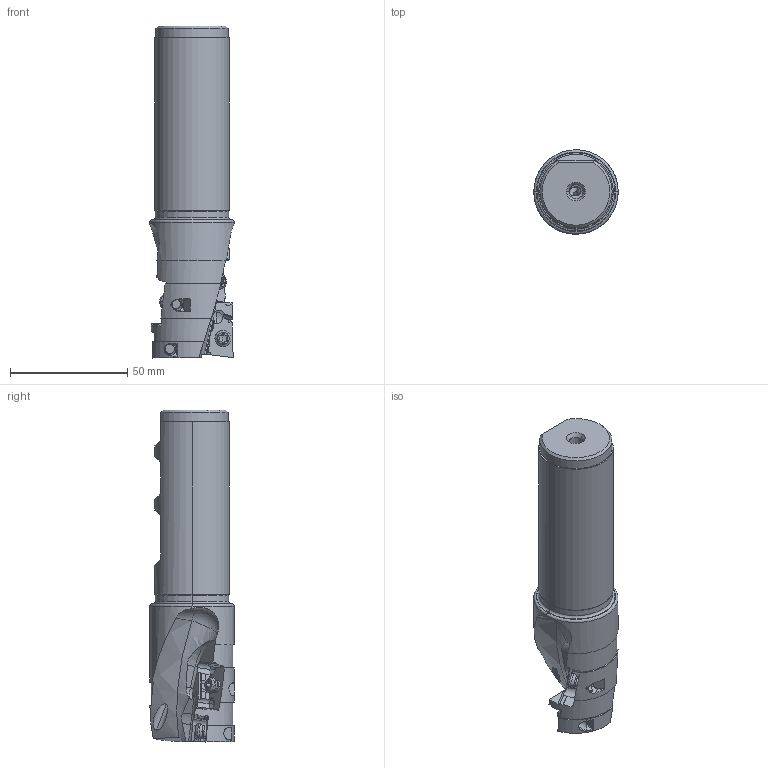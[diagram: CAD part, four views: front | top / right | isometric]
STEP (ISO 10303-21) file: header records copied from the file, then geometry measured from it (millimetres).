
FILE_DESCRIPTION(/* description */ (''),/* implementation_level */ '2;1');
FILE_NAME(/* name */ 'AQXUR244WA20S.stp',/* time_stamp */ '2021-09-08T11:42:22+09:00',/* author */ (''),/* organization */ (''),/* preprocessor_version */ 'ST-DEVELOPER v16',/* originating_system */ 'SIEMENS PLM Software NX 10.0',/* authorisation */ '');
FILE_SCHEMA (('AUTOMOTIVE_DESIGN { 1 0 10303 214 3 1 1 1 }'));
Length unit declared in the file: millimetre
Products named in the file (1): AQXUR244WA20S_ASM
Bounding box: 35.9 x 35.9 x 141.4 mm (x, y, z)
Volume: 96091.7 mm3; surface area: 20939.7 mm2
Topology: 5 solids, 5 shells, 389 faces, 1116 edges, 745 vertices
Faces by surface type: plane 147, cylinder 142, cone 65, torus 20, sphere 10, bspline 5
Entity records: 16811 total; most frequent: CARTESIAN_POINT 6664, ORIENTED_EDGE 2188, DIRECTION 2002, EDGE_CURVE 1094, AXIS2_PLACEMENT_3D 811, VERTEX_POINT 722, EDGE_LOOP 408, ADVANCED_FACE 389
